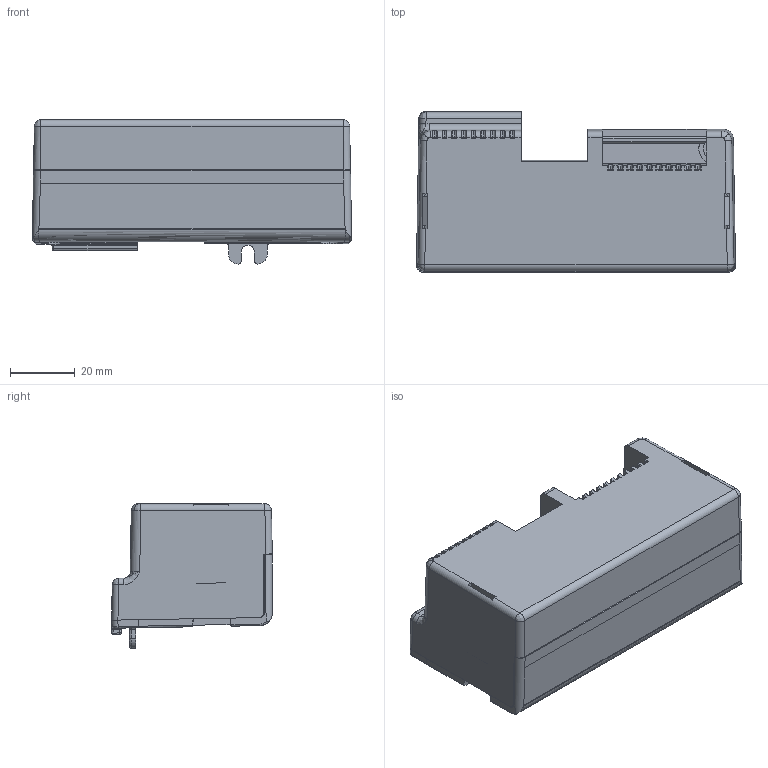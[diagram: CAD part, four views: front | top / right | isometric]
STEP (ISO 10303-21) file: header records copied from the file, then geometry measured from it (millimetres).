
FILE_DESCRIPTION (( 'STEP AP214' ), '1' );
FILE_NAME ('SR35-PSU Coord fXT.STEP', '2020-04-22T22:11:32', ( '' ), ( '' ), 'SwSTEP 2.0', 'SolidWorks 2017', '' );
FILE_SCHEMA (( 'AUTOMOTIVE_DESIGN' ));
Length unit declared in the file: inch
Products named in the file (1): SR35-PSU Coord fXT
Bounding box: 98.74 x 49.79 x 44.65 mm (x, y, z)
Volume: 37290.4 mm3; surface area: 40977.3 mm2
Topology: 2 solids, 2 shells, 482 faces, 1481 edges, 962 vertices
Faces by surface type: plane 248, cylinder 168, bspline 35, cone 31
Entity records: 17417 total; most frequent: CARTESIAN_POINT 4886, ORIENTED_EDGE 2954, DIRECTION 2252, EDGE_CURVE 1477, VECTOR 996, LINE 996, VERTEX_POINT 962, AXIS2_PLACEMENT_3D 628
